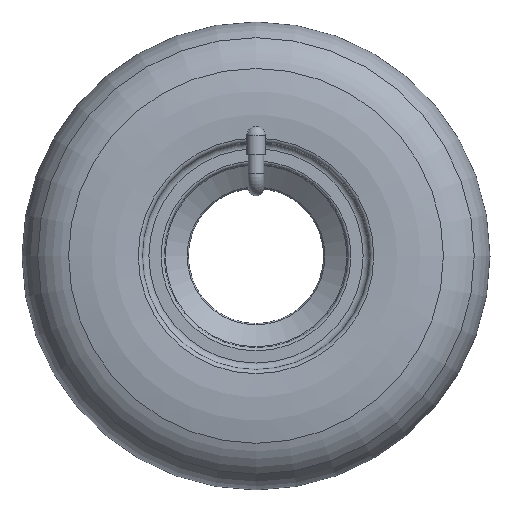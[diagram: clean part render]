
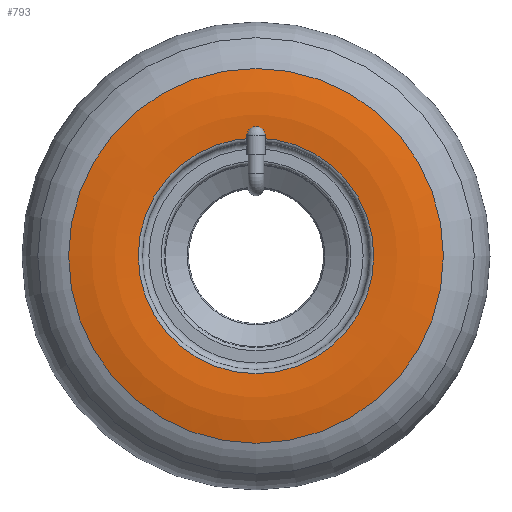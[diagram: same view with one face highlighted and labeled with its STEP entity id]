
A CAD part, top view. The second image highlights one B-rep face of the part: STEP entity #793.
In plain terms, the highlighted toroidal (fillet/blend) face has major radius 75.245 mm and minor radius 95 mm.
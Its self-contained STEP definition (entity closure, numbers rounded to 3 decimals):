
#56 = CARTESIAN_POINT ( 'NONE',  ( -36.794, 0., -62.669 ) ) ;
#116 = CIRCLE ( 'NONE', #707, 99.712 ) ;
#119 = ORIENTED_EDGE ( 'NONE', *, *, #807, .T. ) ;
#153 = FACE_OUTER_BOUND ( 'NONE', #1014, .T. ) ;
#188 = VERTEX_POINT ( 'NONE', #447 ) ;
#204 = EDGE_CURVE ( 'NONE', #436, #436, #812, .T. ) ;
#218 = ORIENTED_EDGE ( 'NONE', *, *, #204, .T. ) ;
#256 = EDGE_LOOP ( 'NONE', ( #119 ) ) ;
#270 = AXIS2_PLACEMENT_3D ( 'NONE', #891, #970, #653 ) ;
#422 = TOROIDAL_SURFACE ( 'NONE', #270, 75.245, 95. ) ;
#431 = AXIS2_PLACEMENT_3D ( 'NONE', #748, #432, #744 ) ;
#432 = DIRECTION ( 'NONE',  ( 1., 0., 0. ) ) ;
#436 = VERTEX_POINT ( 'NONE', #56 ) ;
#447 = CARTESIAN_POINT ( 'NONE',  ( -34.425, 0., 99.712 ) ) ;
#584 = DIRECTION ( 'NONE',  ( 0., 0., 1. ) ) ;
#653 = DIRECTION ( 'NONE',  ( 0., 0., 1. ) ) ;
#707 = AXIS2_PLACEMENT_3D ( 'NONE', #731, #750, #584 ) ;
#731 = CARTESIAN_POINT ( 'NONE',  ( -34.425, 0., 0. ) ) ;
#744 = DIRECTION ( 'NONE',  ( 0., 0., -1. ) ) ;
#748 = CARTESIAN_POINT ( 'NONE',  ( -36.794, 0., 0. ) ) ;
#750 = DIRECTION ( 'NONE',  ( -1., 0., 0. ) ) ;
#793 = ADVANCED_FACE ( 'NONE', ( #153, #1010 ), #422, .T. ) ;
#807 = EDGE_CURVE ( 'NONE', #188, #188, #116, .T. ) ;
#812 = CIRCLE ( 'NONE', #431, 62.669 ) ;
#891 = CARTESIAN_POINT ( 'NONE',  ( 57.37, 0., 0. ) ) ;
#970 = DIRECTION ( 'NONE',  ( -1., 0., 0. ) ) ;
#1010 = FACE_OUTER_BOUND ( 'NONE', #256, .T. ) ;
#1014 = EDGE_LOOP ( 'NONE', ( #218 ) ) ;
